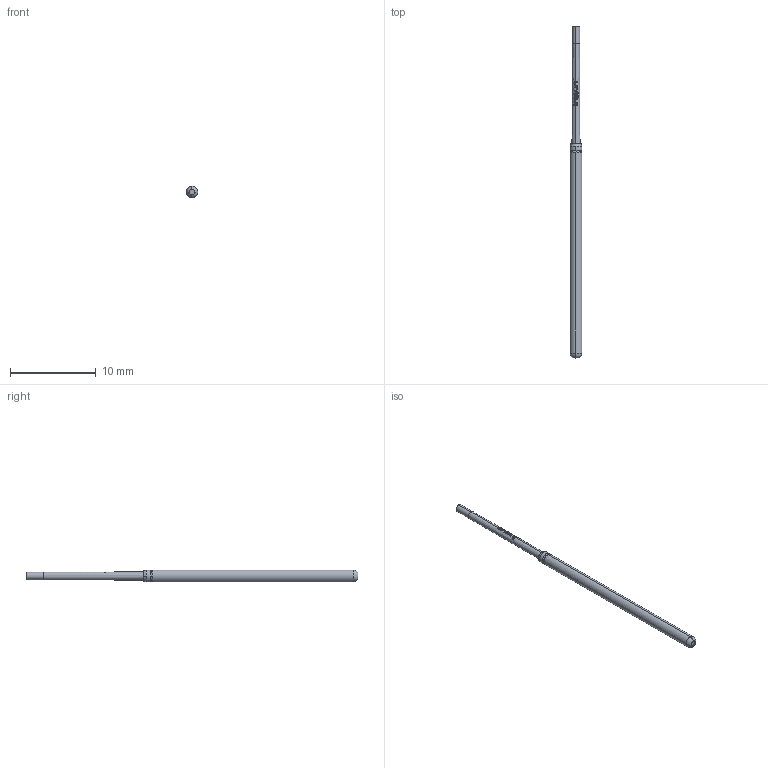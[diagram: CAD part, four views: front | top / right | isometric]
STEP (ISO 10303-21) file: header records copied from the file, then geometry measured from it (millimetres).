
FILE_DESCRIPTION (( 'STEP AP203' ), '1' );
FILE_NAME ('INGUN_GKS-135_302_090_A_xx00.STEP', '2022-01-26T10:44:12', ( 'ochi' ), ( '' ), 'SwSTEP 2.0', 'SolidWorks 2018', '' );
FILE_SCHEMA (( 'CONFIG_CONTROL_DESIGN' ));
Length unit declared in the file: millimetre
Products named in the file (1): INGUN_GKS-135_302_090_A_xx00
Bounding box: 1.37 x 38.7 x 1.37 mm (x, y, z)
Volume: 45.6 mm3; surface area: 149.3 mm2
Topology: 1 solids, 1 shells, 95 faces, 263 edges, 172 vertices
Faces by surface type: bspline 62, cone 12, torus 10, cylinder 8, plane 3
Entity records: 4172 total; most frequent: CARTESIAN_POINT 2223, ORIENTED_EDGE 526, EDGE_CURVE 263, B_SPLINE_CURVE_WITH_KNOTS 204, VERTEX_POINT 172, DIRECTION 167, EDGE_LOOP 97, ADVANCED_FACE 95
